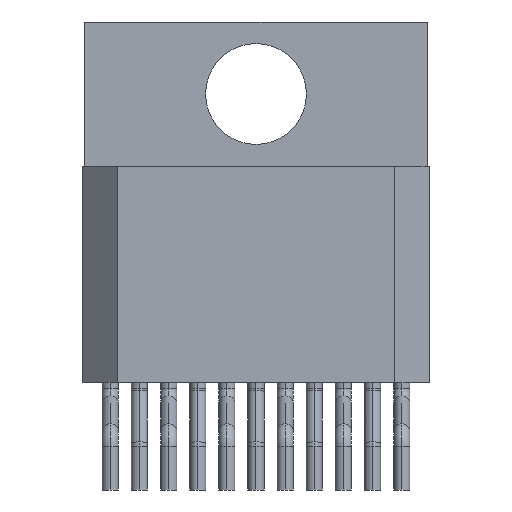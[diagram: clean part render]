
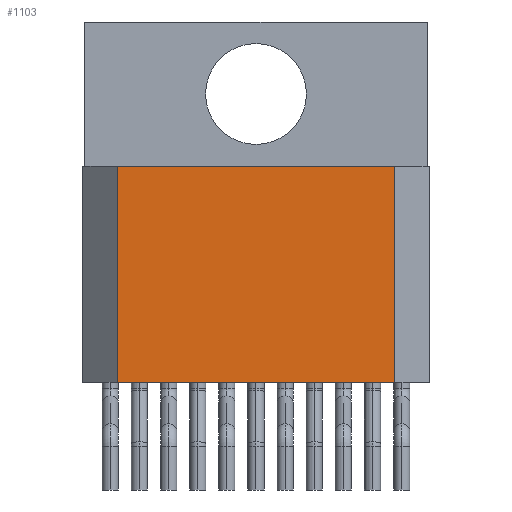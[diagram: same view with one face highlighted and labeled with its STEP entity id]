
A CAD part, front view. The second image highlights one B-rep face of the part: STEP entity #1103.
In plain terms, the highlighted planar face has unit normal (0, -1, 0).
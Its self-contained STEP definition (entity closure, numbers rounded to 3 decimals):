
#1045=CARTESIAN_POINT('',(16.598,4.978,0.0));
#1044=VERTEX_POINT('',#1045);
#1055=CARTESIAN_POINT('',(0.402,4.978,0.0));
#1054=VERTEX_POINT('',#1055);
#1053=EDGE_CURVE('',#1054,#1044,#1058,.T.);
#1058=LINE('',#1055,#1060);
#1060=VECTOR('',#1061,16.195);
#1061=DIRECTION('',(1.0,0.0,0.0));
#1103=ADVANCED_FACE('',(#1109),#1104,.T.);
#1104=PLANE('',#1105);
#1105=AXIS2_PLACEMENT_3D('',#1106,#1107,#1108);
#1106=CARTESIAN_POINT('',(0.402,4.978,0.0));
#1107=DIRECTION('',(0.0,-1.0,0.0));
#1108=DIRECTION('',(0.,0.,1.));
#1109=FACE_OUTER_BOUND('',#1110,.T.);
#1110=EDGE_LOOP('',(#1111,#1121,#1131,#1141));
#1111=ORIENTED_EDGE('',*,*,#1053,.T.);
#1124=CARTESIAN_POINT('',(16.598,4.978,12.603));
#1123=VERTEX_POINT('',#1124);
#1122=EDGE_CURVE('',#1123,#1044,#1127,.T.);
#1127=LINE('',#1124,#1129);
#1129=VECTOR('',#1130,12.603);
#1130=DIRECTION('',(0.0,0.0,-1.0));
#1121=ORIENTED_EDGE('',*,*,#1122,.F.);
#1134=CARTESIAN_POINT('',(0.402,4.978,12.603));
#1133=VERTEX_POINT('',#1134);
#1132=EDGE_CURVE('',#1133,#1123,#1137,.T.);
#1137=LINE('',#1134,#1139);
#1139=VECTOR('',#1140,16.195);
#1140=DIRECTION('',(1.0,0.0,0.0));
#1131=ORIENTED_EDGE('',*,*,#1132,.F.);
#1142=EDGE_CURVE('',#1054,#1133,#1147,.T.);
#1147=LINE('',#1055,#1149);
#1149=VECTOR('',#1150,12.603);
#1150=DIRECTION('',(0.0,0.0,1.0));
#1141=ORIENTED_EDGE('',*,*,#1142,.F.);
